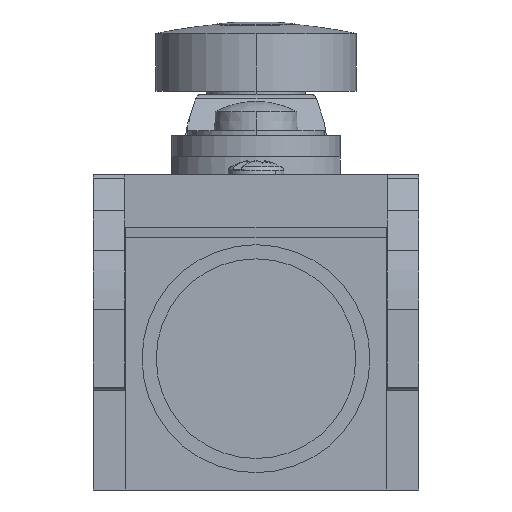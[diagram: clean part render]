
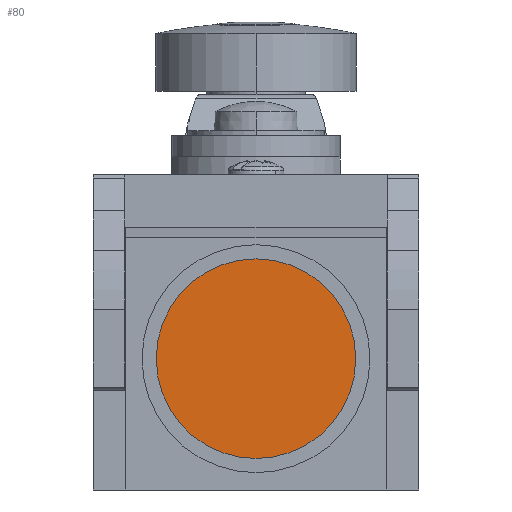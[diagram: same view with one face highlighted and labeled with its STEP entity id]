
A CAD part, front view. The second image highlights one B-rep face of the part: STEP entity #80.
In plain terms, the highlighted planar face has unit normal (0, -1, 0).
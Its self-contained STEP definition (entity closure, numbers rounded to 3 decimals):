
#80=ADVANCED_FACE('',(#300),#301,.F.);
#300=FACE_OUTER_BOUND('',#722,.T.);
#301=PLANE('',#723);
#722=EDGE_LOOP('',(#1249,#1250));
#723=AXIS2_PLACEMENT_3D('',#1251,#1252,#1253);
#1249=ORIENTED_EDGE('',*,*,#2871,.F.);
#1250=ORIENTED_EDGE('',*,*,#2881,.F.);
#1251=CARTESIAN_POINT('',(0.0,-64.0,12.5));
#1252=DIRECTION('',(-0.0,1.0,0.0));
#1253=DIRECTION('',(1.0,0.0,0.0));
#2871=EDGE_CURVE('',#3475,#3478,#3479,.T.);
#2881=EDGE_CURVE('',#3478,#3475,#3494,.T.);
#3475=VERTEX_POINT('',#4591);
#3478=VERTEX_POINT('',#4595);
#3479=CIRCLE('',#4596,9.5);
#3494=CIRCLE('',#4680,9.5);
#4591=CARTESIAN_POINT('',(9.5,-64.0,12.5));
#4595=CARTESIAN_POINT('',(-9.5,-64.0,12.5));
#4596=AXIS2_PLACEMENT_3D('',#6260,#6261,#6262);
#4680=AXIS2_PLACEMENT_3D('',#6278,#6279,#6280);
#6260=CARTESIAN_POINT('',(0.0,-64.0,12.5));
#6261=DIRECTION('',(-0.0,1.0,0.0));
#6262=DIRECTION('',(1.0,0.0,0.0));
#6278=CARTESIAN_POINT('',(0.0,-64.0,12.5));
#6279=DIRECTION('',(-0.0,1.0,0.0));
#6280=DIRECTION('',(1.0,0.0,0.0));
